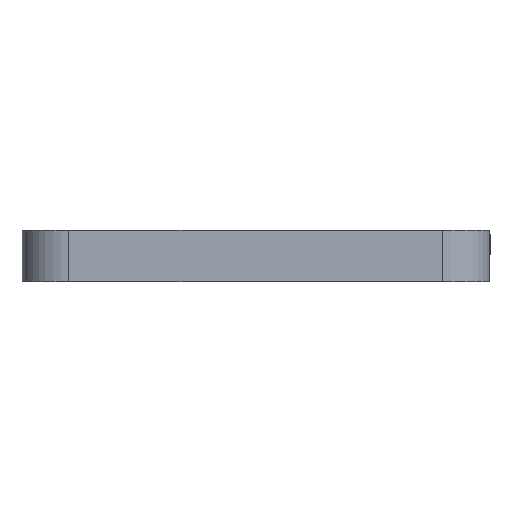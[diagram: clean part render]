
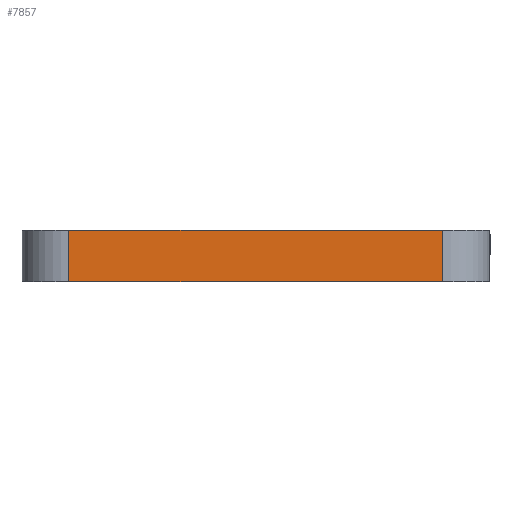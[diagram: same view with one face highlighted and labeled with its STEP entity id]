
A CAD part, left-side view. The second image highlights one B-rep face of the part: STEP entity #7857.
In plain terms, the highlighted planar face has unit normal (-1, 0, 0).
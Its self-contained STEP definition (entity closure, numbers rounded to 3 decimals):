
#3710=DIRECTION('',(0.,0.,1.));
#3711=VECTOR('',#3710,16.6);
#3712=CARTESIAN_POINT('',(-175.,-60.,0.));
#3713=LINE('',#3712,#3711);
#3724=DIRECTION('',(0.,1.,0.));
#3725=VECTOR('',#3724,120.);
#3726=CARTESIAN_POINT('',(-175.,-60.,0.));
#3727=LINE('',#3726,#3725);
#3738=DIRECTION('',(0.,0.,-1.));
#3739=VECTOR('',#3738,16.6);
#3740=CARTESIAN_POINT('',(-175.,60.,16.6));
#3741=LINE('',#3740,#3739);
#4077=DIRECTION('',(0.,1.,0.));
#4078=VECTOR('',#4077,120.);
#4079=CARTESIAN_POINT('',(-175.,-60.,16.6));
#4080=LINE('',#4079,#4078);
#7150=CARTESIAN_POINT('',(-175.,-60.,0.));
#7152=VERTEX_POINT('',#7150);
#7164=CARTESIAN_POINT('',(-175.,60.,0.));
#7165=VERTEX_POINT('',#7164);
#7343=CARTESIAN_POINT('',(-175.,-60.,16.6));
#7345=VERTEX_POINT('',#7343);
#7346=CARTESIAN_POINT('',(-175.,60.,16.6));
#7347=VERTEX_POINT('',#7346);
#7844=CARTESIAN_POINT('',(-175.,75.,0.));
#7845=DIRECTION('',(-1.,0.,0.));
#7846=DIRECTION('',(0.,-1.,0.));
#7847=AXIS2_PLACEMENT_3D('',#7844,#7845,#7846);
#7848=PLANE('',#7847);
#7849=ORIENTED_EDGE('',*,*,#7828,.F.);
#7850=ORIENTED_EDGE('',*,*,#7792,.T.);
#7852=ORIENTED_EDGE('',*,*,#7851,.F.);
#7854=ORIENTED_EDGE('',*,*,#7853,.F.);
#7855=EDGE_LOOP('',(#7849,#7850,#7852,#7854));
#7856=FACE_OUTER_BOUND('',#7855,.F.);
#7792=EDGE_CURVE('',#7152,#7165,#3727,.T.);
#7828=EDGE_CURVE('',#7152,#7345,#3713,.T.);
#7851=EDGE_CURVE('',#7347,#7165,#3741,.T.);
#7853=EDGE_CURVE('',#7345,#7347,#4080,.T.);
#7857=ADVANCED_FACE('',(#7856),#7848,.T.);
